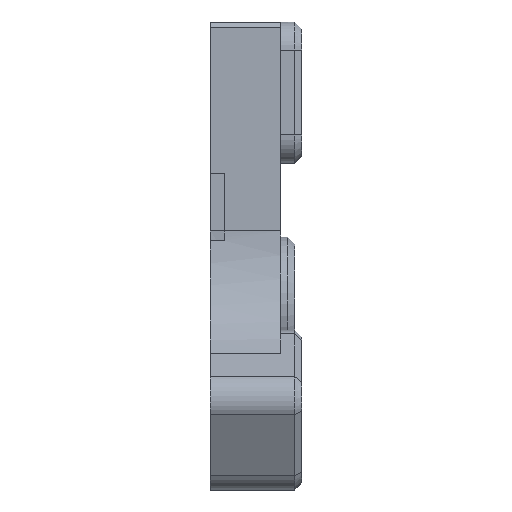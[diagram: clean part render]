
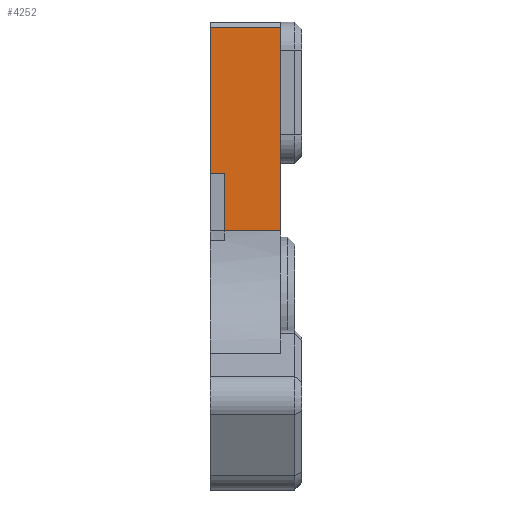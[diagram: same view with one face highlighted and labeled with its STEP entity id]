
A CAD part, left-side view. The second image highlights one B-rep face of the part: STEP entity #4252.
In plain terms, the highlighted planar face has unit normal (-1, 0, 0).
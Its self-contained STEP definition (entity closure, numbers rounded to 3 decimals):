
#95 = VERTEX_POINT ( 'NONE', #5413 ) ;
#342 = VECTOR ( 'NONE', #6235, 1000. ) ;
#429 = CARTESIAN_POINT ( 'NONE',  ( -20., 0., 16.2 ) ) ;
#763 = LINE ( 'NONE', #3329, #4853 ) ;
#971 = CARTESIAN_POINT ( 'NONE',  ( -20., 0., 17. ) ) ;
#1092 = LINE ( 'NONE', #6857, #6433 ) ;
#1157 = VERTEX_POINT ( 'NONE', #429 ) ;
#1236 = CARTESIAN_POINT ( 'NONE',  ( -20., 0., 16.2 ) ) ;
#1435 = CARTESIAN_POINT ( 'NONE',  ( -20., 8., -12.608 ) ) ;
#1480 = EDGE_CURVE ( 'NONE', #3528, #3308, #763, .T. ) ;
#1752 = EDGE_CURVE ( 'NONE', #95, #1157, #1092, .T. ) ;
#1913 = EDGE_LOOP ( 'NONE', ( #5428, #5412, #4033, #6268, #6563, #5872 ) ) ;
#2378 = VECTOR ( 'NONE', #6242, 1000. ) ;
#2865 = DIRECTION ( 'NONE',  ( 0., 1., 0. ) ) ;
#2874 = LINE ( 'NONE', #6604, #2378 ) ;
#3091 = EDGE_CURVE ( 'NONE', #4267, #95, #3872, .T. ) ;
#3308 = VERTEX_POINT ( 'NONE', #3706 ) ;
#3329 = CARTESIAN_POINT ( 'NONE',  ( -20., 0., -4.5 ) ) ;
#3379 = DIRECTION ( 'NONE',  ( 0., 0., 1. ) ) ;
#3438 = CARTESIAN_POINT ( 'NONE',  ( -20., 10., -4.5 ) ) ;
#3528 = VERTEX_POINT ( 'NONE', #3438 ) ;
#3702 = EDGE_CURVE ( 'NONE', #3528, #5497, #3736, .T. ) ;
#3706 = CARTESIAN_POINT ( 'NONE',  ( -20., 8., -4.5 ) ) ;
#3736 = LINE ( 'NONE', #4099, #4242 ) ;
#3862 = DIRECTION ( 'NONE',  ( 0., -1., 0. ) ) ;
#3868 = VECTOR ( 'NONE', #2865, 1000. ) ;
#3872 = LINE ( 'NONE', #6267, #342 ) ;
#3889 = FACE_OUTER_BOUND ( 'NONE', #1913, .T. ) ;
#4030 = DIRECTION ( 'NONE',  ( 0., 0., 1. ) ) ;
#4033 = ORIENTED_EDGE ( 'NONE', *, *, #6145, .T. ) ;
#4099 = CARTESIAN_POINT ( 'NONE',  ( -20., 10., 17. ) ) ;
#4242 = VECTOR ( 'NONE', #4030, 1000. ) ;
#4252 = ADVANCED_FACE ( 'NONE', ( #3889 ), #5174, .T. ) ;
#4267 = VERTEX_POINT ( 'NONE', #1435 ) ;
#4758 = AXIS2_PLACEMENT_3D ( 'NONE', #971, #6812, #5733 ) ;
#4853 = VECTOR ( 'NONE', #3862, 1000. ) ;
#4900 = LINE ( 'NONE', #1236, #3868 ) ;
#5160 = EDGE_CURVE ( 'NONE', #1157, #5497, #4900, .T. ) ;
#5174 = PLANE ( 'NONE',  #4758 ) ;
#5412 = ORIENTED_EDGE ( 'NONE', *, *, #1480, .T. ) ;
#5413 = CARTESIAN_POINT ( 'NONE',  ( -20., 0., -12.608 ) ) ;
#5428 = ORIENTED_EDGE ( 'NONE', *, *, #3702, .F. ) ;
#5497 = VERTEX_POINT ( 'NONE', #5748 ) ;
#5733 = DIRECTION ( 'NONE',  ( 0., 0., 1. ) ) ;
#5748 = CARTESIAN_POINT ( 'NONE',  ( -20., 10., 16.2 ) ) ;
#5872 = ORIENTED_EDGE ( 'NONE', *, *, #5160, .T. ) ;
#6145 = EDGE_CURVE ( 'NONE', #3308, #4267, #2874, .T. ) ;
#6235 = DIRECTION ( 'NONE',  ( 0., -1., 0. ) ) ;
#6242 = DIRECTION ( 'NONE',  ( 0., 0., -1. ) ) ;
#6267 = CARTESIAN_POINT ( 'NONE',  ( -20., 30., -12.608 ) ) ;
#6268 = ORIENTED_EDGE ( 'NONE', *, *, #3091, .T. ) ;
#6433 = VECTOR ( 'NONE', #3379, 1000. ) ;
#6563 = ORIENTED_EDGE ( 'NONE', *, *, #1752, .T. ) ;
#6604 = CARTESIAN_POINT ( 'NONE',  ( -20., 8., 17. ) ) ;
#6812 = DIRECTION ( 'NONE',  ( -1., 0., 0. ) ) ;
#6857 = CARTESIAN_POINT ( 'NONE',  ( -20., 0., 17. ) ) ;
